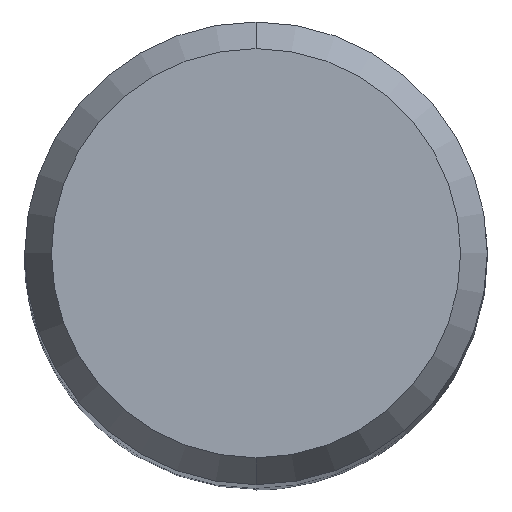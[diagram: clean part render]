
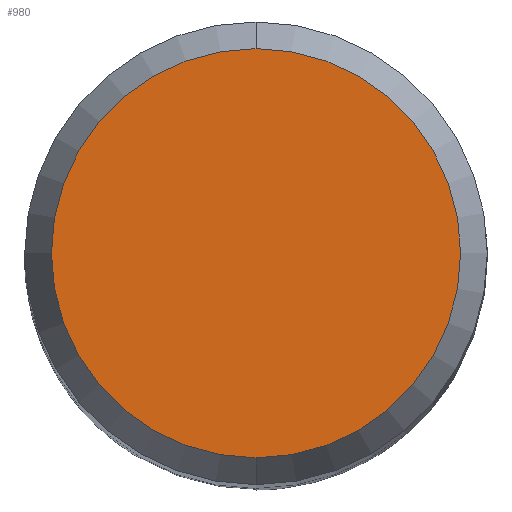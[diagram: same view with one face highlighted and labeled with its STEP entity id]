
A CAD part, top view. The second image highlights one B-rep face of the part: STEP entity #980.
In plain terms, the highlighted planar face has unit normal (0, 0, 1).
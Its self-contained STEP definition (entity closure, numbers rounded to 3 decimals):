
#482=EDGE_CURVE('',#874,#900,#1149,.T.);
#528=EDGE_CURVE('',#900,#874,#1200,.T.);
#874=VERTEX_POINT('',#1582);
#900=VERTEX_POINT('',#1610);
#980=ADVANCED_FACE('',(#1696),#1697,.T.);
#1149=CIRCLE('',#2005,3.538);
#1200=CIRCLE('',#2081,3.538);
#1582=CARTESIAN_POINT('',(0.0,3.538,0.0));
#1610=CARTESIAN_POINT('',(0.,-3.538,0.0));
#1696=FACE_OUTER_BOUND('',#2853,.T.);
#1697=PLANE('',#2854);
#2005=AXIS2_PLACEMENT_3D('',#3033,#3034,#3035);
#2081=AXIS2_PLACEMENT_3D('',#3115,#3116,#3117);
#2853=EDGE_LOOP('',(#3643,#3644));
#2854=AXIS2_PLACEMENT_3D('',#3645,#3646,#3647);
#3033=CARTESIAN_POINT('',(0.0,0.0,0.0));
#3034=DIRECTION('',(0.0,0.0,-1.0));
#3035=DIRECTION('',(0.0,1.0,0.0));
#3115=CARTESIAN_POINT('',(0.0,0.0,0.0));
#3116=DIRECTION('',(0.0,0.0,-1.0));
#3117=DIRECTION('',(0.0,1.0,0.0));
#3643=ORIENTED_EDGE('',*,*,#482,.F.);
#3644=ORIENTED_EDGE('',*,*,#528,.F.);
#3645=CARTESIAN_POINT('',(0.0,1.769,0.0));
#3646=DIRECTION('',(-0.0,0.0,1.0));
#3647=DIRECTION('',(0.0,-1.0,0.0));
